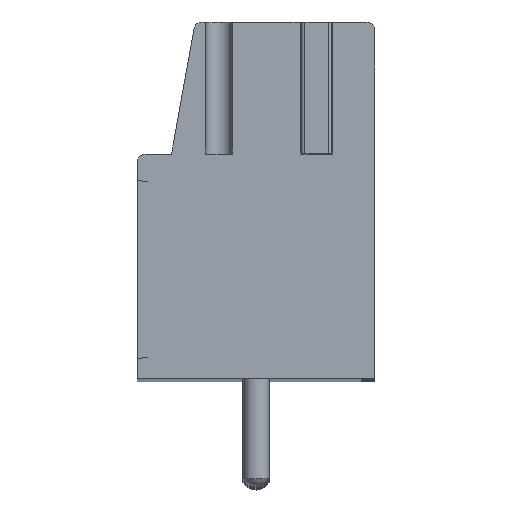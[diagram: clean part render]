
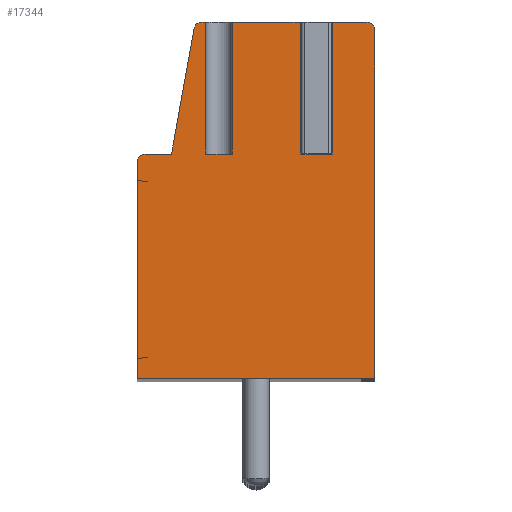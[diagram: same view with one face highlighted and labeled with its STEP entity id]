
A CAD part, top view. The second image highlights one B-rep face of the part: STEP entity #17344.
In plain terms, the highlighted planar face has unit normal (0, 0, 1).
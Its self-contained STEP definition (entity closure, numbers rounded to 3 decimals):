
#52=DIRECTION('',(1.,0.,0.));
#53=VECTOR('',#52,1.);
#54=CARTESIAN_POINT('',(-1.9,3.36,72.5));
#55=LINE('',#54,#53);
#56=DIRECTION('',(0.,1.,0.));
#57=VECTOR('',#56,5.);
#58=CARTESIAN_POINT('',(-0.9,3.36,72.5));
#59=LINE('',#58,#57);
#60=DIRECTION('',(-1.,0.,0.));
#61=VECTOR('',#60,2.8);
#62=CARTESIAN_POINT('',(1.9,8.36,72.5));
#63=LINE('',#62,#61);
#64=DIRECTION('',(0.,1.,0.));
#65=VECTOR('',#64,5.);
#66=CARTESIAN_POINT('',(1.9,3.36,72.5));
#67=LINE('',#66,#65);
#68=DIRECTION('',(1.,0.,0.));
#69=VECTOR('',#68,0.8);
#70=CARTESIAN_POINT('',(1.9,3.36,72.5));
#71=LINE('',#70,#69);
#72=DIRECTION('',(0.,1.,0.));
#73=VECTOR('',#72,5.);
#74=CARTESIAN_POINT('',(2.7,3.36,72.5));
#75=LINE('',#74,#73);
#76=DIRECTION('',(-1.,0.,0.));
#77=VECTOR('',#76,1.5);
#78=CARTESIAN_POINT('',(4.2,8.36,72.5));
#79=LINE('',#78,#77);
#80=CARTESIAN_POINT('',(4.2,8.06,72.5));
#81=DIRECTION('',(0.,0.,1.));
#82=DIRECTION('',(1.,0.,0.));
#83=AXIS2_PLACEMENT_3D('',#80,#81,#82);
#85=DIRECTION('',(0.,1.,0.));
#86=VECTOR('',#85,13.2);
#87=CARTESIAN_POINT('',(4.5,-5.14,72.5));
#88=LINE('',#87,#86);
#89=DIRECTION('',(1.,0.,0.));
#90=VECTOR('',#89,9.);
#91=CARTESIAN_POINT('',(-4.5,-5.14,72.5));
#92=LINE('',#91,#90);
#93=DIRECTION('',(0.,-1.,0.));
#94=VECTOR('',#93,8.2);
#95=CARTESIAN_POINT('',(-4.5,3.06,72.5));
#96=LINE('',#95,#94);
#97=CARTESIAN_POINT('',(-4.2,3.06,72.5));
#98=DIRECTION('',(0.,0.,1.));
#99=DIRECTION('',(0.,1.,0.));
#100=AXIS2_PLACEMENT_3D('',#97,#98,#99);
#102=DIRECTION('',(-1.,0.,0.));
#103=VECTOR('',#102,1.);
#104=CARTESIAN_POINT('',(-3.2,3.36,72.5));
#105=LINE('',#104,#103);
#106=DIRECTION('',(-0.177,-0.984,0.));
#107=VECTOR('',#106,4.829);
#108=CARTESIAN_POINT('',(-2.345,8.113,72.5));
#109=LINE('',#108,#107);
#110=CARTESIAN_POINT('',(-2.05,8.06,72.5));
#111=DIRECTION('',(0.,0.,1.));
#112=DIRECTION('',(0.,1.,0.));
#113=AXIS2_PLACEMENT_3D('',#110,#111,#112);
#115=DIRECTION('',(-1.,0.,0.));
#116=VECTOR('',#115,0.15);
#117=CARTESIAN_POINT('',(-1.9,8.36,72.5));
#118=LINE('',#117,#116);
#119=DIRECTION('',(0.,1.,0.));
#120=VECTOR('',#119,5.);
#121=CARTESIAN_POINT('',(-1.9,3.36,72.5));
#122=LINE('',#121,#120);
#13448=CARTESIAN_POINT('',(4.5,-5.14,72.5));
#13449=CARTESIAN_POINT('',(4.5,8.06,72.5));
#13450=VERTEX_POINT('',#13448);
#13451=VERTEX_POINT('',#13449);
#13452=CARTESIAN_POINT('',(4.2,8.36,72.5));
#13453=VERTEX_POINT('',#13452);
#13454=CARTESIAN_POINT('',(-2.05,8.36,72.5));
#13455=CARTESIAN_POINT('',(-2.345,8.113,72.5));
#13456=VERTEX_POINT('',#13454);
#13457=VERTEX_POINT('',#13455);
#13458=CARTESIAN_POINT('',(-3.2,3.36,72.5));
#13459=VERTEX_POINT('',#13458);
#13460=CARTESIAN_POINT('',(-4.2,3.36,72.5));
#13461=VERTEX_POINT('',#13460);
#13462=CARTESIAN_POINT('',(-4.5,3.06,72.5));
#13463=VERTEX_POINT('',#13462);
#13464=CARTESIAN_POINT('',(-4.5,-5.14,72.5));
#13465=VERTEX_POINT('',#13464);
#13763=CARTESIAN_POINT('',(1.9,3.36,72.5));
#13764=CARTESIAN_POINT('',(2.7,3.36,72.5));
#13765=VERTEX_POINT('',#13763);
#13766=VERTEX_POINT('',#13764);
#13767=CARTESIAN_POINT('',(2.7,8.36,72.5));
#13768=VERTEX_POINT('',#13767);
#13769=CARTESIAN_POINT('',(1.9,8.36,72.5));
#13770=VERTEX_POINT('',#13769);
#13791=CARTESIAN_POINT('',(-1.9,3.36,72.5));
#13792=CARTESIAN_POINT('',(-0.9,3.36,72.5));
#13793=VERTEX_POINT('',#13791);
#13794=VERTEX_POINT('',#13792);
#13795=CARTESIAN_POINT('',(-0.9,8.36,72.5));
#13796=VERTEX_POINT('',#13795);
#13797=CARTESIAN_POINT('',(-1.9,8.36,72.5));
#13798=VERTEX_POINT('',#13797);
#17303=CARTESIAN_POINT('',(0.,0.,72.5));
#17304=DIRECTION('',(0.,0.,1.));
#17305=DIRECTION('',(1.,0.,0.));
#17306=AXIS2_PLACEMENT_3D('',#17303,#17304,#17305);
#17307=PLANE('',#17306);
#17309=ORIENTED_EDGE('',*,*,#17308,.T.);
#17311=ORIENTED_EDGE('',*,*,#17310,.T.);
#17313=ORIENTED_EDGE('',*,*,#17312,.F.);
#17315=ORIENTED_EDGE('',*,*,#17314,.F.);
#17317=ORIENTED_EDGE('',*,*,#17316,.T.);
#17319=ORIENTED_EDGE('',*,*,#17318,.T.);
#17321=ORIENTED_EDGE('',*,*,#17320,.F.);
#17323=ORIENTED_EDGE('',*,*,#17322,.F.);
#17325=ORIENTED_EDGE('',*,*,#17324,.F.);
#17327=ORIENTED_EDGE('',*,*,#17326,.F.);
#17329=ORIENTED_EDGE('',*,*,#17328,.F.);
#17331=ORIENTED_EDGE('',*,*,#17330,.F.);
#17333=ORIENTED_EDGE('',*,*,#17332,.F.);
#17335=ORIENTED_EDGE('',*,*,#17334,.F.);
#17337=ORIENTED_EDGE('',*,*,#17336,.F.);
#17339=ORIENTED_EDGE('',*,*,#17338,.F.);
#17341=ORIENTED_EDGE('',*,*,#17340,.F.);
#17342=EDGE_LOOP('',(#17309,#17311,#17313,#17315,#17317,#17319,#17321,#17323,
#17325,#17327,#17329,#17331,#17333,#17335,#17337,#17339,#17341));
#17343=FACE_OUTER_BOUND('',#17342,.F.);
#84=CIRCLE('',#83,0.3);
#101=CIRCLE('',#100,0.3);
#114=CIRCLE('',#113,0.3);
#17308=EDGE_CURVE('',#13793,#13794,#55,.T.);
#17310=EDGE_CURVE('',#13794,#13796,#59,.T.);
#17312=EDGE_CURVE('',#13770,#13796,#63,.T.);
#17314=EDGE_CURVE('',#13765,#13770,#67,.T.);
#17316=EDGE_CURVE('',#13765,#13766,#71,.T.);
#17318=EDGE_CURVE('',#13766,#13768,#75,.T.);
#17320=EDGE_CURVE('',#13453,#13768,#79,.T.);
#17322=EDGE_CURVE('',#13451,#13453,#84,.T.);
#17324=EDGE_CURVE('',#13450,#13451,#88,.T.);
#17326=EDGE_CURVE('',#13465,#13450,#92,.T.);
#17328=EDGE_CURVE('',#13463,#13465,#96,.T.);
#17330=EDGE_CURVE('',#13461,#13463,#101,.T.);
#17332=EDGE_CURVE('',#13459,#13461,#105,.T.);
#17334=EDGE_CURVE('',#13457,#13459,#109,.T.);
#17336=EDGE_CURVE('',#13456,#13457,#114,.T.);
#17338=EDGE_CURVE('',#13798,#13456,#118,.T.);
#17340=EDGE_CURVE('',#13793,#13798,#122,.T.);
#17344=ADVANCED_FACE('',(#17343),#17307,.T.);
